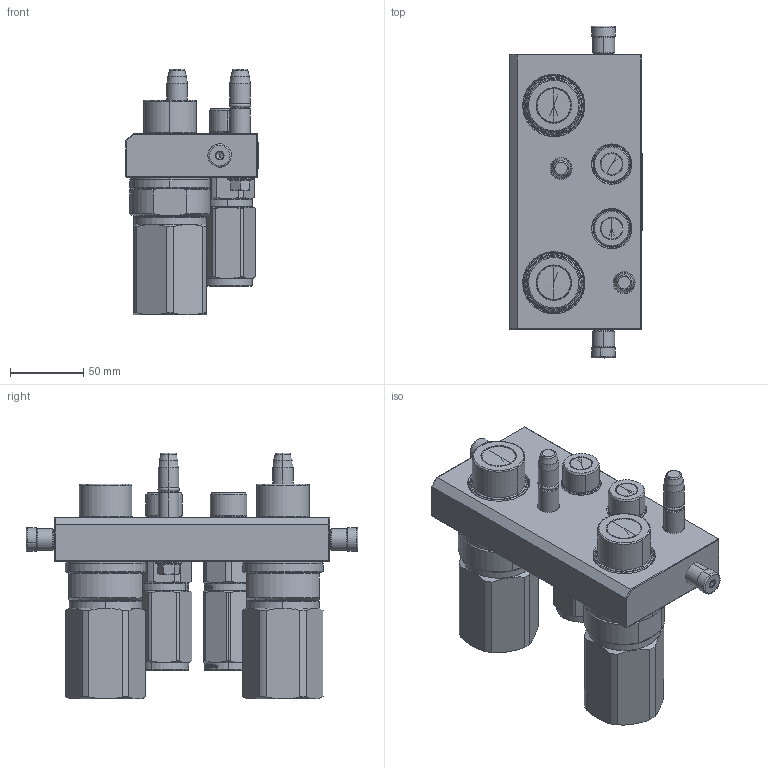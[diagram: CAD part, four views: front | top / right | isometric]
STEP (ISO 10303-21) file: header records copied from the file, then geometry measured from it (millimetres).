
FILE_DESCRIPTION (( 'STEP AP214' ), '1' );
FILE_NAME ('FASTER.step', '2024-01-29T19:52:38', ( '' ), ( '' ), 'SwSTEP 2.0', 'SolidWorks 2017', '' );
FILE_SCHEMA (( 'AUTOMOTIVE_DESIGN' ));
Length unit declared in the file: millimetre
Products named in the file (12): FASTER; 4860_010_0003_000.prt; 3ffnp1-1_sae_m; 4830_028_1000_011.prt; P4A_M_BASE; 1540_080_0008_000.prt; 4860_013_0000_000.prt; 3ffnp12-12s_m; 4830_021_0000_000.prt; or2_62x9_19_m; et002
Assembly tree (18 placements, depth 3):
  FASTER
    P4A_M_BASE
      4860_010_0003_000.prt
      4830_021_0000_000.prt  x2
      or2_62x9_19_m  x2
      1540_080_0008_000.prt  x2
      4830_028_1000_011.prt  x2
      4860_013_0000_000.prt  x2
    3ffnp1-1_sae_m  x2
    3ffnp12-12s_m  x2
      3ffnp12-12s_m
    et002
Bounding box: 90.3 x 226.6 x 167.9 mm (x, y, z)
Volume: 2873.9 mm3; surface area: 237673.4 mm2
Topology: 5 solids, 52 shells, 2117 faces, 5750 edges, 3705 vertices
Faces by surface type: plane 999, cone 406, cylinder 382, torus 168, bspline 162
Entity records: 57339 total; most frequent: CARTESIAN_POINT 16654, ORIENTED_EDGE 7017, DIRECTION 6450, EDGE_CURVE 3689, VERTEX_POINT 2387, LINE 2256, VECTOR 2256, AXIS2_PLACEMENT_3D 2097
